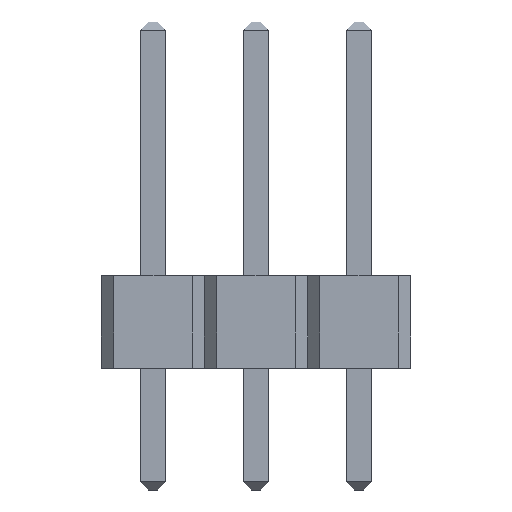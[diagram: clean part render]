
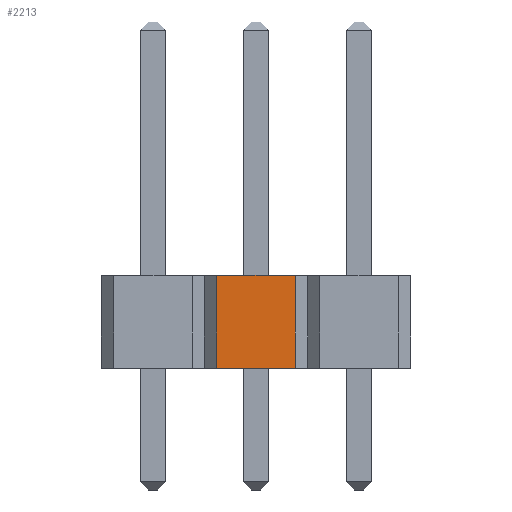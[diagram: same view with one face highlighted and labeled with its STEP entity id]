
A CAD part, front view. The second image highlights one B-rep face of the part: STEP entity #2213.
In plain terms, the highlighted planar face has unit normal (0, -1, 0).
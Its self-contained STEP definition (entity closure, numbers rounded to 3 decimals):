
#248 = PLANE('',#249);
#249 = AXIS2_PLACEMENT_3D('',#250,#251,#252);
#250 = CARTESIAN_POINT('',(-1.27,1.245,2.29));
#251 = DIRECTION('',(0.,0.,1.));
#252 = DIRECTION('',(1.,0.,0.));
#966 = PLANE('',#967);
#967 = AXIS2_PLACEMENT_3D('',#968,#969,#970);
#968 = CARTESIAN_POINT('',(1.12,-1.095,0.));
#969 = DIRECTION('',(0.707,-0.707,0.));
#970 = DIRECTION('',(0.707,0.707,0.));
#1165 = VERTEX_POINT('',#1166);
#1166 = CARTESIAN_POINT('',(-0.97,-1.245,2.29));
#1180 = PLANE('',#1181);
#1181 = AXIS2_PLACEMENT_3D('',#1182,#1183,#1184);
#1182 = CARTESIAN_POINT('',(-1.12,-1.095,0.));
#1183 = DIRECTION('',(-0.707,-0.707,0.));
#1184 = DIRECTION('',(0.707,-0.707,0.));
#1192 = EDGE_CURVE('',#1165,#1193,#1195,.T.);
#1193 = VERTEX_POINT('',#1194);
#1194 = CARTESIAN_POINT('',(0.97,-1.245,2.29));
#1195 = SURFACE_CURVE('',#1196,(#1200,#1207),.PCURVE_S1.);
#1196 = LINE('',#1197,#1198);
#1197 = CARTESIAN_POINT('',(-1.27,-1.245,2.29));
#1198 = VECTOR('',#1199,1.);
#1199 = DIRECTION('',(1.,0.,0.));
#1200 = PCURVE('',#248,#1201);
#1201 = DEFINITIONAL_REPRESENTATION('',(#1202),#1206);
#1202 = LINE('',#1203,#1204);
#1203 = CARTESIAN_POINT('',(0.,-2.49));
#1204 = VECTOR('',#1205,1.);
#1205 = DIRECTION('',(1.,0.));
#1206 = ( GEOMETRIC_REPRESENTATION_CONTEXT(2) 
PARAMETRIC_REPRESENTATION_CONTEXT() REPRESENTATION_CONTEXT('2D SPACE',''
  ) );
#1207 = PCURVE('',#1208,#1213);
#1208 = PLANE('',#1209);
#1209 = AXIS2_PLACEMENT_3D('',#1210,#1211,#1212);
#1210 = CARTESIAN_POINT('',(1.27,-1.245,0.));
#1211 = DIRECTION('',(0.,-1.,0.));
#1212 = DIRECTION('',(0.,0.,-1.));
#1213 = DEFINITIONAL_REPRESENTATION('',(#1214),#1218);
#1214 = LINE('',#1215,#1216);
#1215 = CARTESIAN_POINT('',(-2.29,-2.54));
#1216 = VECTOR('',#1217,1.);
#1217 = DIRECTION('',(0.,1.));
#1218 = ( GEOMETRIC_REPRESENTATION_CONTEXT(2) 
PARAMETRIC_REPRESENTATION_CONTEXT() REPRESENTATION_CONTEXT('2D SPACE',''
  ) );
#2059 = EDGE_CURVE('',#2060,#1193,#2062,.T.);
#2060 = VERTEX_POINT('',#2061);
#2061 = CARTESIAN_POINT('',(0.97,-1.245,0.));
#2062 = SURFACE_CURVE('',#2063,(#2067,#2074),.PCURVE_S1.);
#2063 = LINE('',#2064,#2065);
#2064 = CARTESIAN_POINT('',(0.97,-1.245,0.));
#2065 = VECTOR('',#2066,1.);
#2066 = DIRECTION('',(0.,0.,1.));
#2067 = PCURVE('',#966,#2068);
#2068 = DEFINITIONAL_REPRESENTATION('',(#2069),#2073);
#2069 = LINE('',#2070,#2071);
#2070 = CARTESIAN_POINT('',(-0.212,0.));
#2071 = VECTOR('',#2072,1.);
#2072 = DIRECTION('',(0.,1.));
#2073 = ( GEOMETRIC_REPRESENTATION_CONTEXT(2) 
PARAMETRIC_REPRESENTATION_CONTEXT() REPRESENTATION_CONTEXT('2D SPACE',''
  ) );
#2074 = PCURVE('',#1208,#2075);
#2075 = DEFINITIONAL_REPRESENTATION('',(#2076),#2080);
#2076 = LINE('',#2077,#2078);
#2077 = CARTESIAN_POINT('',(-0.,-0.3));
#2078 = VECTOR('',#2079,1.);
#2079 = DIRECTION('',(-1.,0.));
#2080 = ( GEOMETRIC_REPRESENTATION_CONTEXT(2) 
PARAMETRIC_REPRESENTATION_CONTEXT() REPRESENTATION_CONTEXT('2D SPACE',''
  ) );
#2096 = PLANE('',#2097);
#2097 = AXIS2_PLACEMENT_3D('',#2098,#2099,#2100);
#2098 = CARTESIAN_POINT('',(-1.27,1.245,0.));
#2099 = DIRECTION('',(0.,0.,1.));
#2100 = DIRECTION('',(1.,0.,0.));
#2213 = ADVANCED_FACE('',(#2214),#1208,.T.);
#2214 = FACE_BOUND('',#2215,.T.);
#2215 = EDGE_LOOP('',(#2216,#2217,#2240,#2261));
#2216 = ORIENTED_EDGE('',*,*,#1192,.F.);
#2217 = ORIENTED_EDGE('',*,*,#2218,.T.);
#2218 = EDGE_CURVE('',#1165,#2219,#2221,.T.);
#2219 = VERTEX_POINT('',#2220);
#2220 = CARTESIAN_POINT('',(-0.97,-1.245,0.));
#2221 = SURFACE_CURVE('',#2222,(#2226,#2233),.PCURVE_S1.);
#2222 = LINE('',#2223,#2224);
#2223 = CARTESIAN_POINT('',(-0.97,-1.245,0.));
#2224 = VECTOR('',#2225,1.);
#2225 = DIRECTION('',(0.,0.,-1.));
#2226 = PCURVE('',#1208,#2227);
#2227 = DEFINITIONAL_REPRESENTATION('',(#2228),#2232);
#2228 = LINE('',#2229,#2230);
#2229 = CARTESIAN_POINT('',(-0.,-2.24));
#2230 = VECTOR('',#2231,1.);
#2231 = DIRECTION('',(1.,0.));
#2232 = ( GEOMETRIC_REPRESENTATION_CONTEXT(2) 
PARAMETRIC_REPRESENTATION_CONTEXT() REPRESENTATION_CONTEXT('2D SPACE',''
  ) );
#2233 = PCURVE('',#1180,#2234);
#2234 = DEFINITIONAL_REPRESENTATION('',(#2235),#2239);
#2235 = LINE('',#2236,#2237);
#2236 = CARTESIAN_POINT('',(0.212,0.));
#2237 = VECTOR('',#2238,1.);
#2238 = DIRECTION('',(0.,-1.));
#2239 = ( GEOMETRIC_REPRESENTATION_CONTEXT(2) 
PARAMETRIC_REPRESENTATION_CONTEXT() REPRESENTATION_CONTEXT('2D SPACE',''
  ) );
#2240 = ORIENTED_EDGE('',*,*,#2241,.T.);
#2241 = EDGE_CURVE('',#2219,#2060,#2242,.T.);
#2242 = SURFACE_CURVE('',#2243,(#2247,#2254),.PCURVE_S1.);
#2243 = LINE('',#2244,#2245);
#2244 = CARTESIAN_POINT('',(1.27,-1.245,0.));
#2245 = VECTOR('',#2246,1.);
#2246 = DIRECTION('',(1.,0.,0.));
#2247 = PCURVE('',#1208,#2248);
#2248 = DEFINITIONAL_REPRESENTATION('',(#2249),#2253);
#2249 = LINE('',#2250,#2251);
#2250 = CARTESIAN_POINT('',(0.,0.));
#2251 = VECTOR('',#2252,1.);
#2252 = DIRECTION('',(0.,1.));
#2253 = ( GEOMETRIC_REPRESENTATION_CONTEXT(2) 
PARAMETRIC_REPRESENTATION_CONTEXT() REPRESENTATION_CONTEXT('2D SPACE',''
  ) );
#2254 = PCURVE('',#2096,#2255);
#2255 = DEFINITIONAL_REPRESENTATION('',(#2256),#2260);
#2256 = LINE('',#2257,#2258);
#2257 = CARTESIAN_POINT('',(2.54,-2.49));
#2258 = VECTOR('',#2259,1.);
#2259 = DIRECTION('',(1.,0.));
#2260 = ( GEOMETRIC_REPRESENTATION_CONTEXT(2) 
PARAMETRIC_REPRESENTATION_CONTEXT() REPRESENTATION_CONTEXT('2D SPACE',''
  ) );
#2261 = ORIENTED_EDGE('',*,*,#2059,.T.);
